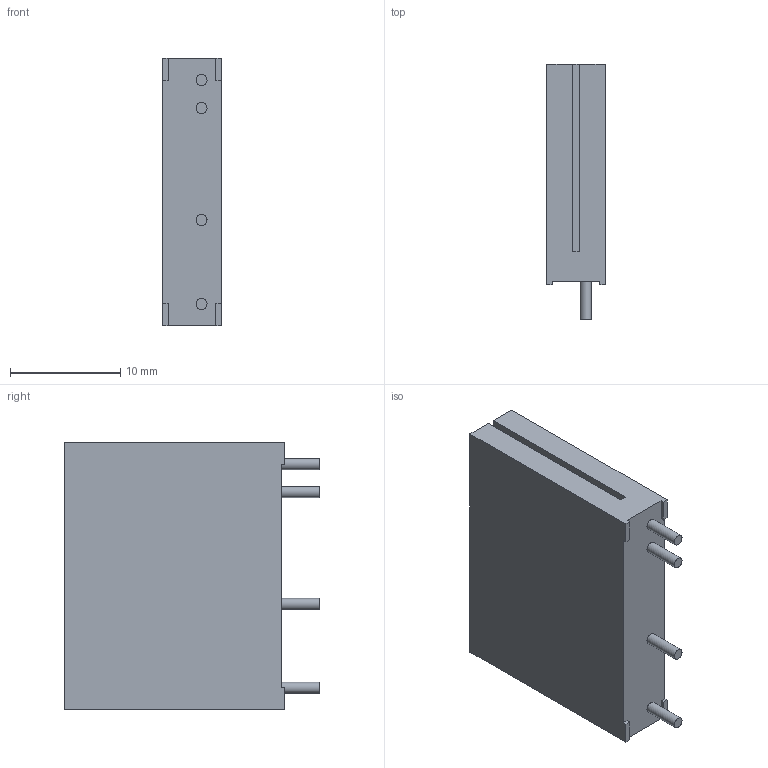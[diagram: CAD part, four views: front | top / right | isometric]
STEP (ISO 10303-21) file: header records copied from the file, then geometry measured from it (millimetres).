
FILE_DESCRIPTION(('STEP AP214'), '1');
FILE_NAME('OMRON - G3MB-202P - Solid State Relay Module', '2023-09-21T10:49:41', (' '), (''), 'ASCON STEP Converter 1.3', 'ASCON Math Kernel', '');
FILE_SCHEMA(('AUTOMOTIVE_DESIGN { 1 0 10303 214 3 1 1}'));
Length unit declared in the file: millimetre
Products named in the file (2): 2; 3
Assembly tree (1 placements, depth 2):
  2
    3
Bounding box: 5.33 x 23.2 x 24.25 mm (x, y, z)
Volume: 2533.7 mm3; surface area: 1581.1 mm2
Topology: 1 solids, 1 shells, 548 faces, 1443 edges, 962 vertices
Faces by surface type: plane 347, bspline 195, cylinder 6
Full cylindrical faces by diameter (mm): 1 x4
Entity records: 40055 total; most frequent: CARTESIAN_POINT 28143, ORIENTED_EDGE 2878, DIRECTION 1566, EDGE_CURVE 1439, VERTEX_POINT 962, LINE 840, VECTOR 840, EDGE_LOOP 617
